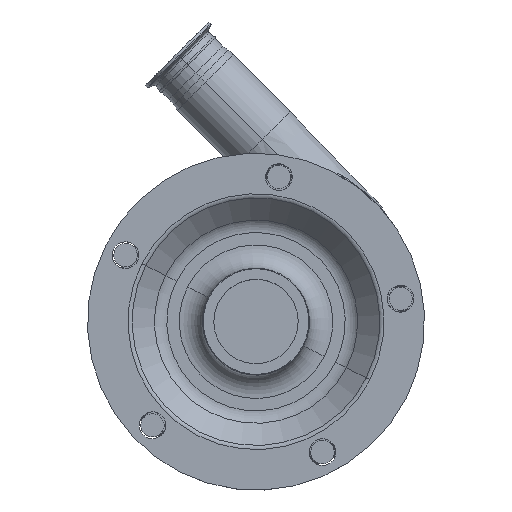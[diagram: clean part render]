
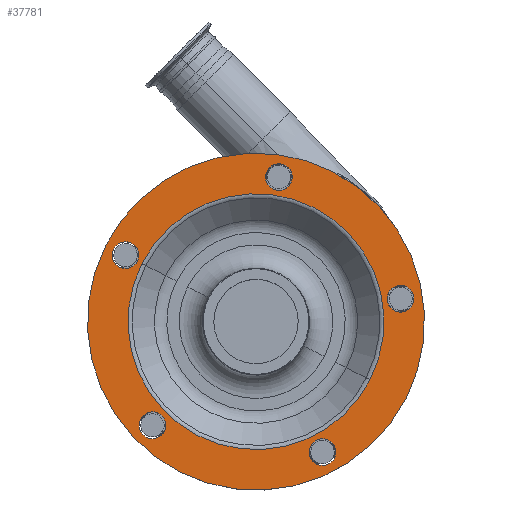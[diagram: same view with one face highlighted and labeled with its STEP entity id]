
A CAD part, top view. The second image highlights one B-rep face of the part: STEP entity #37781.
In plain terms, the highlighted planar face has unit normal (0, 0, 1).
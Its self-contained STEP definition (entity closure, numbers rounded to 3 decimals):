
#271 = CARTESIAN_POINT ( 'NONE',  ( 57.203, -112.267, 261.5 ) ) ;
#512 = ORIENTED_EDGE ( 'NONE', *, *, #38160, .F. ) ;
#547 = DIRECTION ( 'NONE',  ( -0.891, 0.454, 0. ) ) ;
#1044 = AXIS2_PLACEMENT_3D ( 'NONE', #16128, #6509, #547 ) ;
#1238 = EDGE_LOOP ( 'NONE', ( #10570, #512 ) ) ;
#1324 = DIRECTION ( 'NONE',  ( 0., 0., 1. ) ) ;
#1692 = AXIS2_PLACEMENT_3D ( 'NONE', #16385, #32153, #4098 ) ;
#1791 = CARTESIAN_POINT ( 'NONE',  ( 29.957, 119.228, 261.5 ) ) ;
#1895 = CARTESIAN_POINT ( 'NONE',  ( -122.513, 62.424, 261.5 ) ) ;
#2385 = DIRECTION ( 'NONE',  ( -0.891, 0.454, 0. ) ) ;
#2942 = DIRECTION ( 'NONE',  ( 0., 0., 1. ) ) ;
#2971 = ORIENTED_EDGE ( 'NONE', *, *, #17598, .F. ) ;
#2981 = EDGE_CURVE ( 'NONE', #38318, #36997, #17350, .T. ) ;
#2989 = DIRECTION ( 'NONE',  ( 0., 0., 1. ) ) ;
#3800 = CARTESIAN_POINT ( 'NONE',  ( 19.711, 124.449, 261.5 ) ) ;
#3866 = VERTEX_POINT ( 'NONE', #15980 ) ;
#4098 = DIRECTION ( 'NONE',  ( -0.891, 0.454, 0. ) ) ;
#4162 = AXIS2_PLACEMENT_3D ( 'NONE', #19609, #13057, #25541 ) ;
#4250 = EDGE_CURVE ( 'NONE', #11056, #24326, #16711, .T. ) ;
#4696 = AXIS2_PLACEMENT_3D ( 'NONE', #3800, #1324, #9753 ) ;
#4725 = CIRCLE ( 'NONE', #38769, 11.5 ) ;
#5265 = FACE_BOUND ( 'NONE', #24758, .T. ) ;
#6070 = CARTESIAN_POINT ( 'NONE',  ( -89.095, -89.095, 261.5 ) ) ;
#6325 = DIRECTION ( 'NONE',  ( 0., 0., 1. ) ) ;
#6509 = DIRECTION ( 'NONE',  ( 0., 0., 1. ) ) ;
#6633 = CARTESIAN_POINT ( 'NONE',  ( -99.342, -83.875, 261.5 ) ) ;
#6674 = AXIS2_PLACEMENT_3D ( 'NONE', #25799, #38298, #12709 ) ;
#6713 = EDGE_CURVE ( 'NONE', #3866, #36122, #27863, .T. ) ;
#6718 = CARTESIAN_POINT ( 'NONE',  ( -129.196, 65.829, 261.5 ) ) ;
#6943 = DIRECTION ( 'NONE',  ( -0.891, 0.454, 0. ) ) ;
#7457 = DIRECTION ( 'NONE',  ( 0., 0., 1. ) ) ;
#7739 = DIRECTION ( 'NONE',  ( 0., 0., 1. ) ) ;
#8172 = DIRECTION ( 'NONE',  ( 0., 0., 1. ) ) ;
#8509 = AXIS2_PLACEMENT_3D ( 'NONE', #6070, #8172, #35630 ) ;
#9548 = CARTESIAN_POINT ( 'NONE',  ( -78.849, -94.316, 261.5 ) ) ;
#9753 = DIRECTION ( 'NONE',  ( -0.891, 0.454, 0. ) ) ;
#9800 = CARTESIAN_POINT ( 'NONE',  ( -89.095, -89.095, 261.5 ) ) ;
#9829 = AXIS2_PLACEMENT_3D ( 'NONE', #9800, #6325, #28425 ) ;
#9930 = CARTESIAN_POINT ( 'NONE',  ( -102.02, 51.982, 261.5 ) ) ;
#10016 = CARTESIAN_POINT ( 'NONE',  ( -112.267, 57.203, 261.5 ) ) ;
#10105 = AXIS2_PLACEMENT_3D ( 'NONE', #271, #2942, #12775 ) ;
#10570 = ORIENTED_EDGE ( 'NONE', *, *, #19585, .F. ) ;
#10611 = FACE_BOUND ( 'NONE', #24823, .T. ) ;
#10924 = CARTESIAN_POINT ( 'NONE',  ( 134.695, 14.49, 261.5 ) ) ;
#11056 = VERTEX_POINT ( 'NONE', #34214 ) ;
#11245 = EDGE_CURVE ( 'NONE', #36997, #38318, #36113, .T. ) ;
#12697 = CIRCLE ( 'NONE', #10105, 11.5 ) ;
#12709 = DIRECTION ( 'NONE',  ( -0.891, 0.454, 0. ) ) ;
#12775 = DIRECTION ( 'NONE',  ( -0.891, 0.454, 0. ) ) ;
#12949 = ORIENTED_EDGE ( 'NONE', *, *, #2981, .F. ) ;
#12955 = ORIENTED_EDGE ( 'NONE', *, *, #4250, .F. ) ;
#13057 = DIRECTION ( 'NONE',  ( 0., 0., 1. ) ) ;
#14604 = CARTESIAN_POINT ( 'NONE',  ( 57.203, -112.267, 261.5 ) ) ;
#14971 = CIRCLE ( 'NONE', #18252, 11.5 ) ;
#15259 = CIRCLE ( 'NONE', #20492, 11.5 ) ;
#15384 = EDGE_CURVE ( 'NONE', #19697, #27783, #17231, .T. ) ;
#15980 = CARTESIAN_POINT ( 'NONE',  ( 129.196, -65.829, 261.5 ) ) ;
#16128 = CARTESIAN_POINT ( 'NONE',  ( 0., 0., 261.5 ) ) ;
#16385 = CARTESIAN_POINT ( 'NONE',  ( 0., 0., 261.5 ) ) ;
#16711 = CIRCLE ( 'NONE', #19298, 110.071 ) ;
#17041 = VERTEX_POINT ( 'NONE', #21854 ) ;
#17231 = CIRCLE ( 'NONE', #4162, 11.5 ) ;
#17350 = CIRCLE ( 'NONE', #38924, 11.5 ) ;
#17598 = EDGE_CURVE ( 'NONE', #36207, #17041, #12697, .T. ) ;
#18228 = ORIENTED_EDGE ( 'NONE', *, *, #21900, .F. ) ;
#18252 = AXIS2_PLACEMENT_3D ( 'NONE', #32197, #20518, #22776 ) ;
#18313 = CIRCLE ( 'NONE', #9829, 11.5 ) ;
#19298 = AXIS2_PLACEMENT_3D ( 'NONE', #31046, #2989, #2385 ) ;
#19585 = EDGE_CURVE ( 'NONE', #28462, #40023, #14971, .T. ) ;
#19609 = CARTESIAN_POINT ( 'NONE',  ( 19.711, 124.449, 261.5 ) ) ;
#19697 = VERTEX_POINT ( 'NONE', #22972 ) ;
#19879 = ORIENTED_EDGE ( 'NONE', *, *, #6713, .T. ) ;
#20036 = CARTESIAN_POINT ( 'NONE',  ( -129.196, 65.829, 261.5 ) ) ;
#20227 = CARTESIAN_POINT ( 'NONE',  ( 67.449, -117.488, 261.5 ) ) ;
#20333 = ORIENTED_EDGE ( 'NONE', *, *, #36438, .F. ) ;
#20381 = VERTEX_POINT ( 'NONE', #9548 ) ;
#20492 = AXIS2_PLACEMENT_3D ( 'NONE', #14604, #7457, #39604 ) ;
#20518 = DIRECTION ( 'NONE',  ( 0., 0., 1. ) ) ;
#20638 = CARTESIAN_POINT ( 'NONE',  ( 114.202, 24.932, 261.5 ) ) ;
#20734 = EDGE_LOOP ( 'NONE', ( #39591, #19879 ) ) ;
#21440 = EDGE_CURVE ( 'NONE', #20381, #23919, #37927, .T. ) ;
#21854 = CARTESIAN_POINT ( 'NONE',  ( 46.956, -107.046, 261.5 ) ) ;
#21900 = EDGE_CURVE ( 'NONE', #23919, #20381, #18313, .T. ) ;
#22436 = DIRECTION ( 'NONE',  ( -0.891, 0.454, 0. ) ) ;
#22456 = EDGE_CURVE ( 'NONE', #36122, #3866, #27514, .T. ) ;
#22776 = DIRECTION ( 'NONE',  ( -0.891, 0.454, 0. ) ) ;
#22972 = CARTESIAN_POINT ( 'NONE',  ( 9.464, 129.67, 261.5 ) ) ;
#23547 = EDGE_LOOP ( 'NONE', ( #12949, #36008 ) ) ;
#23765 = ORIENTED_EDGE ( 'NONE', *, *, #15384, .F. ) ;
#23919 = VERTEX_POINT ( 'NONE', #6633 ) ;
#24326 = VERTEX_POINT ( 'NONE', #35048 ) ;
#24334 = CIRCLE ( 'NONE', #4696, 11.5 ) ;
#24637 = CARTESIAN_POINT ( 'NONE',  ( 124.449, 19.711, 261.5 ) ) ;
#24758 = EDGE_LOOP ( 'NONE', ( #23765, #20333 ) ) ;
#24823 = EDGE_LOOP ( 'NONE', ( #12955, #39518 ) ) ;
#25436 = ORIENTED_EDGE ( 'NONE', *, *, #21440, .F. ) ;
#25541 = DIRECTION ( 'NONE',  ( -0.891, 0.454, 0. ) ) ;
#25799 = CARTESIAN_POINT ( 'NONE',  ( 124.449, 19.711, 261.5 ) ) ;
#26372 = DIRECTION ( 'NONE',  ( 1., 0., 0. ) ) ;
#26574 = FACE_BOUND ( 'NONE', #1238, .T. ) ;
#27394 = EDGE_LOOP ( 'NONE', ( #38061, #2971 ) ) ;
#27514 = CIRCLE ( 'NONE', #37309, 145. ) ;
#27783 = VERTEX_POINT ( 'NONE', #1791 ) ;
#27863 = CIRCLE ( 'NONE', #1692, 145. ) ;
#28425 = DIRECTION ( 'NONE',  ( -0.891, 0.454, 0. ) ) ;
#28462 = VERTEX_POINT ( 'NONE', #1895 ) ;
#28536 = CIRCLE ( 'NONE', #1044, 110.071 ) ;
#31046 = CARTESIAN_POINT ( 'NONE',  ( 0., 0., 261.5 ) ) ;
#31627 = EDGE_CURVE ( 'NONE', #24326, #11056, #28536, .T. ) ;
#32153 = DIRECTION ( 'NONE',  ( 0., 0., 1. ) ) ;
#32197 = CARTESIAN_POINT ( 'NONE',  ( -112.267, 57.203, 261.5 ) ) ;
#32924 = FACE_OUTER_BOUND ( 'NONE', #20734, .T. ) ;
#33323 = FACE_BOUND ( 'NONE', #27394, .T. ) ;
#34214 = CARTESIAN_POINT ( 'NONE',  ( -98.074, 49.971, 261.5 ) ) ;
#34420 = EDGE_LOOP ( 'NONE', ( #18228, #25436 ) ) ;
#34731 = DIRECTION ( 'NONE',  ( 0., 0., 1. ) ) ;
#35048 = CARTESIAN_POINT ( 'NONE',  ( 98.074, -49.971, 261.5 ) ) ;
#35595 = FACE_BOUND ( 'NONE', #23547, .T. ) ;
#35630 = DIRECTION ( 'NONE',  ( -0.891, 0.454, 0. ) ) ;
#35803 = PLANE ( 'NONE',  #40086 ) ;
#36008 = ORIENTED_EDGE ( 'NONE', *, *, #11245, .F. ) ;
#36113 = CIRCLE ( 'NONE', #6674, 11.5 ) ;
#36122 = VERTEX_POINT ( 'NONE', #6718 ) ;
#36207 = VERTEX_POINT ( 'NONE', #20227 ) ;
#36438 = EDGE_CURVE ( 'NONE', #27783, #19697, #24334, .T. ) ;
#36730 = DIRECTION ( 'NONE',  ( 0., 0., 1. ) ) ;
#36997 = VERTEX_POINT ( 'NONE', #10924 ) ;
#37309 = AXIS2_PLACEMENT_3D ( 'NONE', #39261, #34731, #22436 ) ;
#37336 = DIRECTION ( 'NONE',  ( -0.891, 0.454, 0. ) ) ;
#37781 = ADVANCED_FACE ( 'NONE', ( #32924, #38667, #33323, #35595, #5265, #26574, #10611 ), #35803, .T. ) ;
#37927 = CIRCLE ( 'NONE', #8509, 11.5 ) ;
#38061 = ORIENTED_EDGE ( 'NONE', *, *, #40176, .F. ) ;
#38160 = EDGE_CURVE ( 'NONE', #40023, #28462, #4725, .T. ) ;
#38298 = DIRECTION ( 'NONE',  ( 0., 0., 1. ) ) ;
#38318 = VERTEX_POINT ( 'NONE', #20638 ) ;
#38473 = DIRECTION ( 'NONE',  ( 0., 0., 1. ) ) ;
#38667 = FACE_BOUND ( 'NONE', #34420, .T. ) ;
#38769 = AXIS2_PLACEMENT_3D ( 'NONE', #10016, #38473, #6943 ) ;
#38924 = AXIS2_PLACEMENT_3D ( 'NONE', #24637, #36730, #37336 ) ;
#39261 = CARTESIAN_POINT ( 'NONE',  ( 0., 0., 261.5 ) ) ;
#39518 = ORIENTED_EDGE ( 'NONE', *, *, #31627, .F. ) ;
#39591 = ORIENTED_EDGE ( 'NONE', *, *, #22456, .T. ) ;
#39604 = DIRECTION ( 'NONE',  ( -0.891, 0.454, 0. ) ) ;
#40023 = VERTEX_POINT ( 'NONE', #9930 ) ;
#40086 = AXIS2_PLACEMENT_3D ( 'NONE', #20036, #7739, #26372 ) ;
#40176 = EDGE_CURVE ( 'NONE', #17041, #36207, #15259, .T. ) ;
